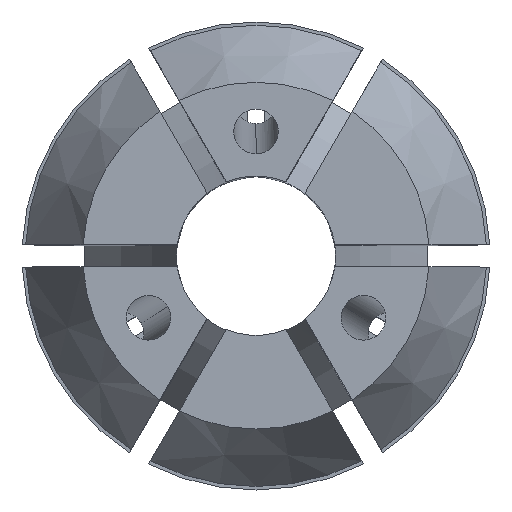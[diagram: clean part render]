
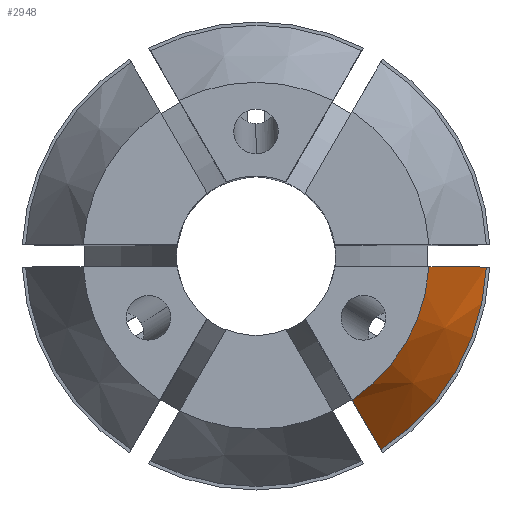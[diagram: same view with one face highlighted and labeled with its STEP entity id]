
A CAD part, top view. The second image highlights one B-rep face of the part: STEP entity #2948.
In plain terms, the highlighted conical face has half-angle 30 degrees and reference radius 10.35 mm.
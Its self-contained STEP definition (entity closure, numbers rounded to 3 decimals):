
#5 = EDGE_CURVE ( 'NONE', #1040, #3692, #3043, .T. ) ;
#62 = CARTESIAN_POINT ( 'NONE',  ( 10.338, -0.5, 27.046 ) ) ;
#96 = DIRECTION ( 'NONE',  ( -1., 0., 0. ) ) ;
#196 = CARTESIAN_POINT ( 'NONE',  ( 4.314, -6.472, 31.5 ) ) ;
#362 = CARTESIAN_POINT ( 'NONE',  ( 10.338, -0.5, 27.046 ) ) ;
#433 = CIRCLE ( 'NONE', #3841, 10.35 ) ;
#434 = CARTESIAN_POINT ( 'NONE',  ( 4.314, -6.472, 31.5 ) ) ;
#468 = ORIENTED_EDGE ( 'NONE', *, *, #1534, .T. ) ;
#665 = CARTESIAN_POINT ( 'NONE',  ( 0., 0., 27.046 ) ) ;
#683 = CARTESIAN_POINT ( 'NONE',  ( 5.602, -8.703, 27.046 ) ) ;
#731 = VERTEX_POINT ( 'NONE', #683 ) ;
#735 = CARTESIAN_POINT ( 'NONE',  ( 9.48, -0.5, 28.531 ) ) ;
#799 = CARTESIAN_POINT ( 'NONE',  ( 5.173, -7.96, 28.531 ) ) ;
#933 = AXIS2_PLACEMENT_3D ( 'NONE', #3858, #3094, #1624 ) ;
#960 = DIRECTION ( 'NONE',  ( -1., 0., 0. ) ) ;
#998 = EDGE_LOOP ( 'NONE', ( #3874, #1345, #1935, #468 ) ) ;
#1040 = VERTEX_POINT ( 'NONE', #2572 ) ;
#1131 = B_SPLINE_CURVE_WITH_KNOTS ( 'NONE', 3,
 ( #196, #2592, #799, #2876 ),
 .UNSPECIFIED., .F., .F.,
 ( 4, 4 ),
 ( 0., 0.005 ),
 .UNSPECIFIED. ) ;
#1345 = ORIENTED_EDGE ( 'NONE', *, *, #2436, .T. ) ;
#1534 = EDGE_CURVE ( 'NONE', #2249, #1040, #3058, .T. ) ;
#1565 = CARTESIAN_POINT ( 'NONE',  ( 8.621, -0.5, 30.016 ) ) ;
#1624 = DIRECTION ( 'NONE',  ( -1., 0., 0. ) ) ;
#1891 = FACE_OUTER_BOUND ( 'NONE', #998, .T. ) ;
#1935 = ORIENTED_EDGE ( 'NONE', *, *, #2573, .F. ) ;
#2178 = CARTESIAN_POINT ( 'NONE',  ( 7.762, -0.5, 31.5 ) ) ;
#2249 = VERTEX_POINT ( 'NONE', #362 ) ;
#2436 = EDGE_CURVE ( 'NONE', #3692, #731, #1131, .T. ) ;
#2545 = CONICAL_SURFACE ( 'NONE', #3300, 10.35, 0.524 ) ;
#2572 = CARTESIAN_POINT ( 'NONE',  ( 7.762, -0.5, 31.5 ) ) ;
#2573 = EDGE_CURVE ( 'NONE', #2249, #731, #433, .T. ) ;
#2592 = CARTESIAN_POINT ( 'NONE',  ( 4.744, -7.216, 30.016 ) ) ;
#2735 = DIRECTION ( 'NONE',  ( 0., 0., -1. ) ) ;
#2876 = CARTESIAN_POINT ( 'NONE',  ( 5.602, -8.703, 27.046 ) ) ;
#2948 = ADVANCED_FACE ( 'NONE', ( #1891 ), #2545, .T. ) ;
#3043 = CIRCLE ( 'NONE', #933, 7.778 ) ;
#3058 = B_SPLINE_CURVE_WITH_KNOTS ( 'NONE', 3,
 ( #62, #735, #1565, #2178 ),
 .UNSPECIFIED., .F., .F.,
 ( 4, 4 ),
 ( 0.015, 0.02 ),
 .UNSPECIFIED. ) ;
#3078 = DIRECTION ( 'NONE',  ( 0., 0., -1. ) ) ;
#3094 = DIRECTION ( 'NONE',  ( 0., 0., -1. ) ) ;
#3110 = CARTESIAN_POINT ( 'NONE',  ( 0., 0., 27.046 ) ) ;
#3300 = AXIS2_PLACEMENT_3D ( 'NONE', #3110, #3078, #96 ) ;
#3692 = VERTEX_POINT ( 'NONE', #434 ) ;
#3841 = AXIS2_PLACEMENT_3D ( 'NONE', #665, #2735, #960 ) ;
#3858 = CARTESIAN_POINT ( 'NONE',  ( 0., 0., 31.5 ) ) ;
#3874 = ORIENTED_EDGE ( 'NONE', *, *, #5, .T. ) ;
